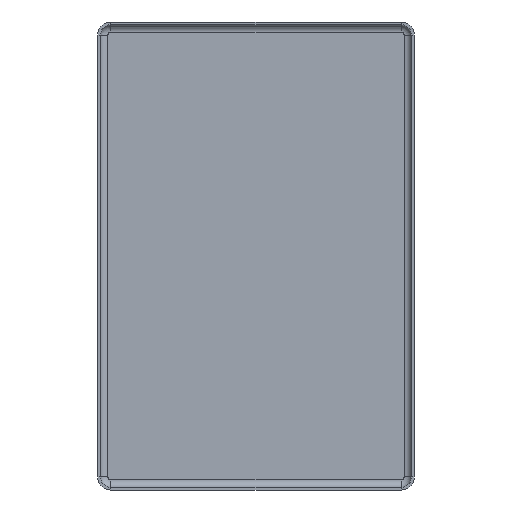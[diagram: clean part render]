
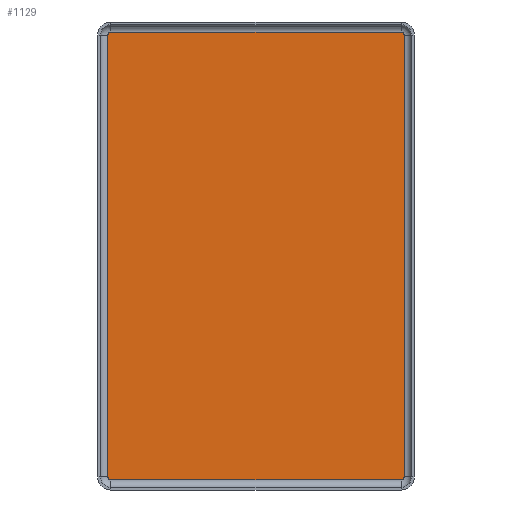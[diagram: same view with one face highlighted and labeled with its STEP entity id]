
A CAD part, front view. The second image highlights one B-rep face of the part: STEP entity #1129.
In plain terms, the highlighted planar face has unit normal (0, -1, 0).
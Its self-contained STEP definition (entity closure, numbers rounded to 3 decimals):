
#1 = CARTESIAN_POINT ( 'NONE',  ( 15.85, -0.3, -23.65 ) ) ;
#4 = EDGE_CURVE ( 'NONE', #159, #657, #113, .T. ) ;
#9 = LINE ( 'NONE', #550, #1000 ) ;
#17 = ORIENTED_EDGE ( 'NONE', *, *, #99, .F. ) ;
#44 = ORIENTED_EDGE ( 'NONE', *, *, #514, .F. ) ;
#65 = ORIENTED_EDGE ( 'NONE', *, *, #4, .F. ) ;
#85 = CARTESIAN_POINT ( 'NONE',  ( -15.85, -0.3, -23.65 ) ) ;
#92 = CARTESIAN_POINT ( 'NONE',  ( 15.55, -0.3, -23.95 ) ) ;
#95 = LINE ( 'NONE', #627, #923 ) ;
#99 = EDGE_CURVE ( 'NONE', #1087, #852, #211, .T. ) ;
#104 = EDGE_CURVE ( 'NONE', #1101, #683, #1056, .T. ) ;
#106 = ORIENTED_EDGE ( 'NONE', *, *, #1120, .F. ) ;
#112 = DIRECTION ( 'NONE',  ( 0., 0., 1. ) ) ;
#113 = CIRCLE ( 'NONE', #863, 0.3 ) ;
#114 = ORIENTED_EDGE ( 'NONE', *, *, #636, .F. ) ;
#136 = FACE_OUTER_BOUND ( 'NONE', #696, .T. ) ;
#140 = DIRECTION ( 'NONE',  ( 0., -1., 0. ) ) ;
#159 = VERTEX_POINT ( 'NONE', #1 ) ;
#161 = DIRECTION ( 'NONE',  ( 1., 0., 0. ) ) ;
#162 = CARTESIAN_POINT ( 'NONE',  ( 15.55, -0.3, -23.65 ) ) ;
#200 = CARTESIAN_POINT ( 'NONE',  ( 15.55, -0.3, 23.95 ) ) ;
#211 = CIRCLE ( 'NONE', #1021, 0.3 ) ;
#224 = CIRCLE ( 'NONE', #1168, 0.3 ) ;
#235 = PLANE ( 'NONE',  #808 ) ;
#237 = CARTESIAN_POINT ( 'NONE',  ( -15.55, -0.3, -23.95 ) ) ;
#290 = CARTESIAN_POINT ( 'NONE',  ( -15.85, -0.3, 23.65 ) ) ;
#350 = ORIENTED_EDGE ( 'NONE', *, *, #938, .F. ) ;
#381 = AXIS2_PLACEMENT_3D ( 'NONE', #949, #720, #112 ) ;
#412 = VERTEX_POINT ( 'NONE', #237 ) ;
#439 = DIRECTION ( 'NONE',  ( 0., 0., 1. ) ) ;
#445 = DIRECTION ( 'NONE',  ( 0., 1., 0. ) ) ;
#508 = CARTESIAN_POINT ( 'NONE',  ( 15.55, -0.3, 23.65 ) ) ;
#514 = EDGE_CURVE ( 'NONE', #683, #1087, #977, .T. ) ;
#531 = CARTESIAN_POINT ( 'NONE',  ( 15.55, -0.3, 23.65 ) ) ;
#533 = LINE ( 'NONE', #85, #900 ) ;
#550 = CARTESIAN_POINT ( 'NONE',  ( 15.55, -0.3, -23.95 ) ) ;
#596 = ORIENTED_EDGE ( 'NONE', *, *, #1012, .F. ) ;
#620 = DIRECTION ( 'NONE',  ( 0., 1., 0. ) ) ;
#627 = CARTESIAN_POINT ( 'NONE',  ( 15.85, -0.3, 23.65 ) ) ;
#636 = EDGE_CURVE ( 'NONE', #412, #681, #224, .T. ) ;
#657 = VERTEX_POINT ( 'NONE', #92 ) ;
#664 = DIRECTION ( 'NONE',  ( 0., 0., -1. ) ) ;
#681 = VERTEX_POINT ( 'NONE', #1085 ) ;
#683 = VERTEX_POINT ( 'NONE', #823 ) ;
#696 = EDGE_LOOP ( 'NONE', ( #17, #44, #718, #350, #114, #596, #65, #106 ) ) ;
#697 = CARTESIAN_POINT ( 'NONE',  ( 15.85, -0.3, 23.65 ) ) ;
#718 = ORIENTED_EDGE ( 'NONE', *, *, #104, .F. ) ;
#720 = DIRECTION ( 'NONE',  ( 0., 1., 0. ) ) ;
#808 = AXIS2_PLACEMENT_3D ( 'NONE', #508, #140, #664 ) ;
#812 = CARTESIAN_POINT ( 'NONE',  ( -15.55, -0.3, -23.65 ) ) ;
#815 = DIRECTION ( 'NONE',  ( 0., 0., -1. ) ) ;
#822 = DIRECTION ( 'NONE',  ( -1., 0., 0. ) ) ;
#823 = CARTESIAN_POINT ( 'NONE',  ( -15.55, -0.3, 23.95 ) ) ;
#852 = VERTEX_POINT ( 'NONE', #697 ) ;
#863 = AXIS2_PLACEMENT_3D ( 'NONE', #162, #445, #972 ) ;
#890 = DIRECTION ( 'NONE',  ( 0., 0., 1. ) ) ;
#900 = VECTOR ( 'NONE', #439, 1000. ) ;
#923 = VECTOR ( 'NONE', #815, 1000. ) ;
#938 = EDGE_CURVE ( 'NONE', #681, #1101, #533, .T. ) ;
#949 = CARTESIAN_POINT ( 'NONE',  ( -15.55, -0.3, 23.65 ) ) ;
#972 = DIRECTION ( 'NONE',  ( 0., 0., 1. ) ) ;
#977 = LINE ( 'NONE', #1064, #998 ) ;
#983 = DIRECTION ( 'NONE',  ( 0., 0., 1. ) ) ;
#998 = VECTOR ( 'NONE', #161, 1000. ) ;
#1000 = VECTOR ( 'NONE', #822, 1000. ) ;
#1012 = EDGE_CURVE ( 'NONE', #657, #412, #9, .T. ) ;
#1021 = AXIS2_PLACEMENT_3D ( 'NONE', #531, #1046, #890 ) ;
#1046 = DIRECTION ( 'NONE',  ( 0., 1., 0. ) ) ;
#1056 = CIRCLE ( 'NONE', #381, 0.3 ) ;
#1064 = CARTESIAN_POINT ( 'NONE',  ( -15.55, -0.3, 23.95 ) ) ;
#1085 = CARTESIAN_POINT ( 'NONE',  ( -15.85, -0.3, -23.65 ) ) ;
#1087 = VERTEX_POINT ( 'NONE', #200 ) ;
#1101 = VERTEX_POINT ( 'NONE', #290 ) ;
#1120 = EDGE_CURVE ( 'NONE', #852, #159, #95, .T. ) ;
#1129 = ADVANCED_FACE ( 'NONE', ( #136 ), #235, .T. ) ;
#1168 = AXIS2_PLACEMENT_3D ( 'NONE', #812, #620, #983 ) ;
